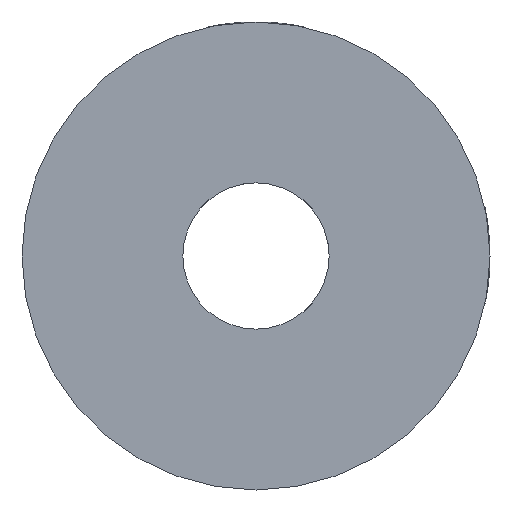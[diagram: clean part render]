
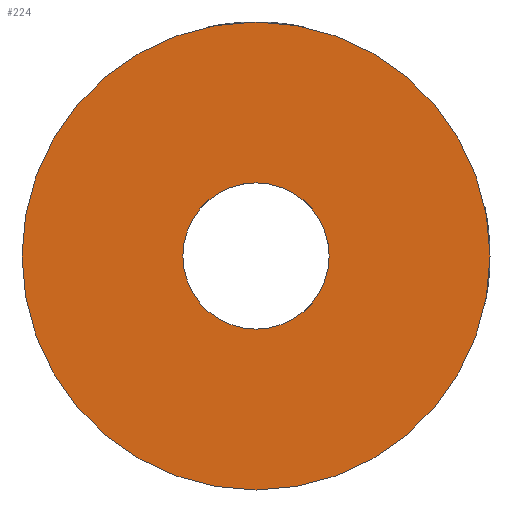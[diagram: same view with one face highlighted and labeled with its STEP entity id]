
A CAD part, front view. The second image highlights one B-rep face of the part: STEP entity #224.
In plain terms, the highlighted planar face has unit normal (0, -1, 0).
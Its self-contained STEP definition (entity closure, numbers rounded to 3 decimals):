
#22 = ORIENTED_EDGE ( 'NONE', *, *, #416, .F. ) ;
#51 = CARTESIAN_POINT ( 'NONE',  ( 0., 0., -2.5 ) ) ;
#56 = VERTEX_POINT ( 'NONE', #692 ) ;
#57 = CARTESIAN_POINT ( 'NONE',  ( 0., 0., 2.5 ) ) ;
#59 = CIRCLE ( 'NONE', #713, 8. ) ;
#66 = DIRECTION ( 'NONE',  ( 0., -1., 0. ) ) ;
#67 = EDGE_CURVE ( 'NONE', #656, #684, #642, .T. ) ;
#71 = AXIS2_PLACEMENT_3D ( 'NONE', #419, #66, #309 ) ;
#89 = CARTESIAN_POINT ( 'NONE',  ( 0., 0., 0. ) ) ;
#91 = ORIENTED_EDGE ( 'NONE', *, *, #652, .T. ) ;
#144 = DIRECTION ( 'NONE',  ( 0., 0., -1. ) ) ;
#151 = DIRECTION ( 'NONE',  ( 0., 0., -1. ) ) ;
#156 = EDGE_CURVE ( 'NONE', #357, #56, #252, .T. ) ;
#166 = DIRECTION ( 'NONE',  ( 0., 0., -1. ) ) ;
#224 = ADVANCED_FACE ( 'NONE', ( #271, #379 ), #498, .T. ) ;
#247 = CARTESIAN_POINT ( 'NONE',  ( 0., 0., 0. ) ) ;
#252 = CIRCLE ( 'NONE', #723, 8. ) ;
#271 = FACE_OUTER_BOUND ( 'NONE', #424, .T. ) ;
#292 = DIRECTION ( 'NONE',  ( 0., -1., 0. ) ) ;
#309 = DIRECTION ( 'NONE',  ( 0., 0., -1. ) ) ;
#343 = EDGE_LOOP ( 'NONE', ( #428, #22 ) ) ;
#349 = CARTESIAN_POINT ( 'NONE',  ( 0., 0., 8. ) ) ;
#357 = VERTEX_POINT ( 'NONE', #349 ) ;
#379 = FACE_BOUND ( 'NONE', #343, .T. ) ;
#397 = ORIENTED_EDGE ( 'NONE', *, *, #156, .T. ) ;
#416 = EDGE_CURVE ( 'NONE', #684, #656, #688, .T. ) ;
#419 = CARTESIAN_POINT ( 'NONE',  ( 0., 0., 0. ) ) ;
#423 = CARTESIAN_POINT ( 'NONE',  ( 2.5, 0., 0. ) ) ;
#424 = EDGE_LOOP ( 'NONE', ( #91, #397 ) ) ;
#426 = AXIS2_PLACEMENT_3D ( 'NONE', #247, #292, #473 ) ;
#428 = ORIENTED_EDGE ( 'NONE', *, *, #67, .F. ) ;
#473 = DIRECTION ( 'NONE',  ( 0., 0., -1. ) ) ;
#498 = PLANE ( 'NONE',  #545 ) ;
#545 = AXIS2_PLACEMENT_3D ( 'NONE', #423, #655, #144 ) ;
#642 = CIRCLE ( 'NONE', #71, 2.5 ) ;
#652 = EDGE_CURVE ( 'NONE', #56, #357, #59, .T. ) ;
#655 = DIRECTION ( 'NONE',  ( 0., -1., 0. ) ) ;
#656 = VERTEX_POINT ( 'NONE', #51 ) ;
#675 = DIRECTION ( 'NONE',  ( 0., -1., 0. ) ) ;
#684 = VERTEX_POINT ( 'NONE', #57 ) ;
#688 = CIRCLE ( 'NONE', #426, 2.5 ) ;
#692 = CARTESIAN_POINT ( 'NONE',  ( 0., 0., -8. ) ) ;
#713 = AXIS2_PLACEMENT_3D ( 'NONE', #731, #675, #166 ) ;
#715 = DIRECTION ( 'NONE',  ( 0., -1., 0. ) ) ;
#723 = AXIS2_PLACEMENT_3D ( 'NONE', #89, #715, #151 ) ;
#731 = CARTESIAN_POINT ( 'NONE',  ( 0., 0., 0. ) ) ;
